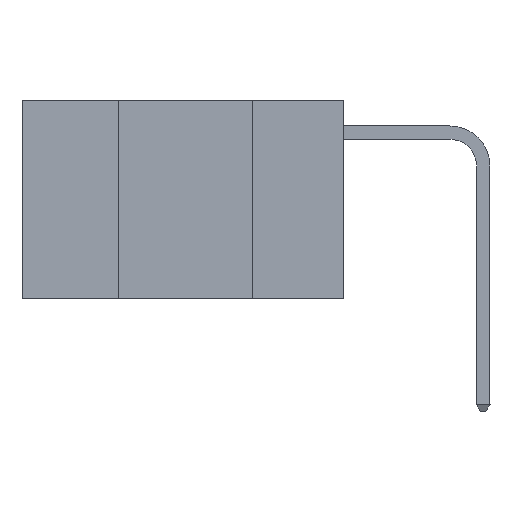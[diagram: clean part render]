
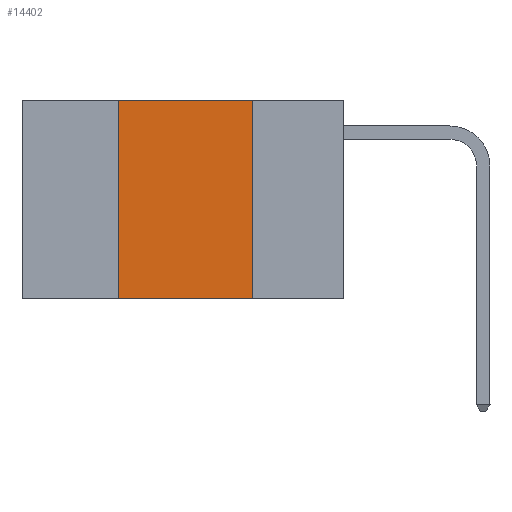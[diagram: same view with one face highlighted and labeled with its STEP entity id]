
A CAD part, left-side view. The second image highlights one B-rep face of the part: STEP entity #14402.
In plain terms, the highlighted planar face has unit normal (-1, 0, 0).
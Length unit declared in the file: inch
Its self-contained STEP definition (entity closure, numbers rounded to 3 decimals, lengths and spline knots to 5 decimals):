
#312 = DIRECTION ( 'NONE',  ( 0., 0., -1. ) ) ;
#518 = LINE ( 'NONE', #1740, #13522 ) ;
#796 = AXIS2_PLACEMENT_3D ( 'NONE', #20223, #10498, #312 ) ;
#835 = DIRECTION ( 'NONE',  ( 0., 0., -1. ) ) ;
#1305 = ORIENTED_EDGE ( 'NONE', *, *, #12926, .F. ) ;
#1422 = VERTEX_POINT ( 'NONE', #20011 ) ;
#1740 = CARTESIAN_POINT ( 'NONE',  ( 0., 0.17, 0. ) ) ;
#2363 = VERTEX_POINT ( 'NONE', #19030 ) ;
#2691 = ORIENTED_EDGE ( 'NONE', *, *, #14997, .T. ) ;
#2735 = ORIENTED_EDGE ( 'NONE', *, *, #4764, .F. ) ;
#3489 = DIRECTION ( 'NONE',  ( 0., 0., 1. ) ) ;
#3663 = PLANE ( 'NONE',  #796 ) ;
#4433 = CARTESIAN_POINT ( 'NONE',  ( 0., 0.42, -0.37 ) ) ;
#4764 = EDGE_CURVE ( 'NONE', #1422, #12635, #518, .T. ) ;
#7521 = CARTESIAN_POINT ( 'NONE',  ( 0., 0.17, -0.37 ) ) ;
#8480 = LINE ( 'NONE', #10333, #16842 ) ;
#9731 = VERTEX_POINT ( 'NONE', #4433 ) ;
#10333 = CARTESIAN_POINT ( 'NONE',  ( 0., 0.6, -0.37 ) ) ;
#10498 = DIRECTION ( 'NONE',  ( 1., 0., 0. ) ) ;
#11500 = VECTOR ( 'NONE', #3489, 39.37008 ) ;
#11702 = FACE_OUTER_BOUND ( 'NONE', #13779, .T. ) ;
#11804 = EDGE_CURVE ( 'NONE', #2363, #1422, #16400, .T. ) ;
#11999 = DIRECTION ( 'NONE',  ( 0., -1., 0. ) ) ;
#12004 = VECTOR ( 'NONE', #13874, 39.37008 ) ;
#12187 = CARTESIAN_POINT ( 'NONE',  ( 0., 0.6, 0. ) ) ;
#12635 = VERTEX_POINT ( 'NONE', #7521 ) ;
#12926 = EDGE_CURVE ( 'NONE', #9731, #2363, #15921, .T. ) ;
#13522 = VECTOR ( 'NONE', #835, 39.37008 ) ;
#13779 = EDGE_LOOP ( 'NONE', ( #2735, #20360, #1305, #2691 ) ) ;
#13874 = DIRECTION ( 'NONE',  ( 0., -1., 0. ) ) ;
#14402 = ADVANCED_FACE ( 'NONE', ( #11702 ), #3663, .F. ) ;
#14997 = EDGE_CURVE ( 'NONE', #9731, #12635, #8480, .T. ) ;
#15921 = LINE ( 'NONE', #19982, #11500 ) ;
#16400 = LINE ( 'NONE', #12187, #12004 ) ;
#16842 = VECTOR ( 'NONE', #11999, 39.37008 ) ;
#19030 = CARTESIAN_POINT ( 'NONE',  ( 0., 0.42, 0. ) ) ;
#19982 = CARTESIAN_POINT ( 'NONE',  ( 0., 0.42, 0. ) ) ;
#20011 = CARTESIAN_POINT ( 'NONE',  ( 0., 0.17, 0. ) ) ;
#20223 = CARTESIAN_POINT ( 'NONE',  ( 0., 0.6, 0. ) ) ;
#20360 = ORIENTED_EDGE ( 'NONE', *, *, #11804, .F. ) ;
